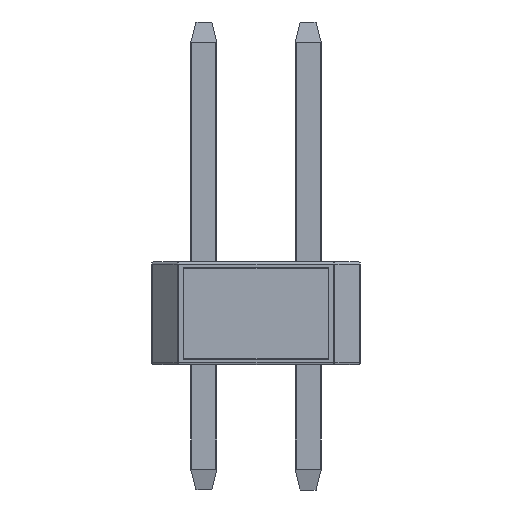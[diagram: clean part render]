
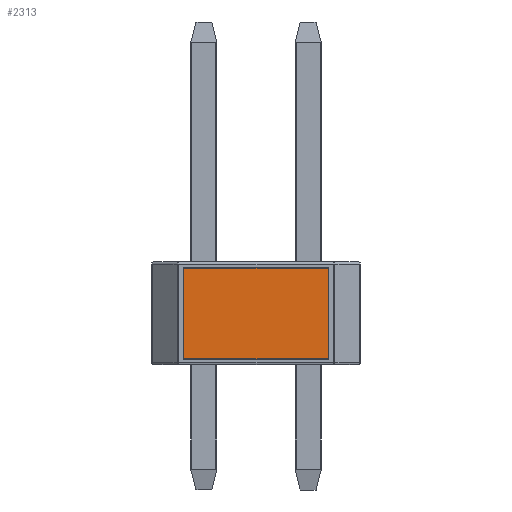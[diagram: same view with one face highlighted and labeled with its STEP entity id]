
A CAD part, left-side view. The second image highlights one B-rep face of the part: STEP entity #2313.
In plain terms, the highlighted planar face has unit normal (-1, 0, 0).
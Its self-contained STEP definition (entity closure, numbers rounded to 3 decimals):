
#362=FACE_OUTER_BOUND('',#488,.T.);
#488=EDGE_LOOP('',(#1890,#1891,#1892,#1893));
#627=LINE('',#3589,#843);
#628=LINE('',#3594,#844);
#631=LINE('',#3602,#847);
#633=LINE('',#3605,#849);
#843=VECTOR('',#2870,10.);
#844=VECTOR('',#2875,10.);
#847=VECTOR('',#2884,10.);
#849=VECTOR('',#2888,10.);
#1040=VERTEX_POINT('',#3586);
#1041=VERTEX_POINT('',#3588);
#1042=VERTEX_POINT('',#3592);
#1043=VERTEX_POINT('',#3593);
#1256=EDGE_CURVE('',#1041,#1040,#627,.T.);
#1258=EDGE_CURVE('',#1042,#1043,#628,.T.);
#1263=EDGE_CURVE('',#1040,#1042,#631,.T.);
#1265=EDGE_CURVE('',#1043,#1041,#633,.T.);
#1890=ORIENTED_EDGE('',*,*,#1263,.T.);
#1891=ORIENTED_EDGE('',*,*,#1258,.T.);
#1892=ORIENTED_EDGE('',*,*,#1265,.T.);
#1893=ORIENTED_EDGE('',*,*,#1256,.T.);
#2076=PLANE('',#2559);
#2313=ADVANCED_FACE('',(#362),#2076,.T.);
#2559=AXIS2_PLACEMENT_3D('',#3803,#3139,#3140);
#2870=DIRECTION('',(0.,1.,0.));
#2875=DIRECTION('',(0.,-1.,0.));
#2884=DIRECTION('',(0.,0.,-1.));
#2888=DIRECTION('',(0.,0.,1.));
#3139=DIRECTION('center_axis',(-1.,0.,0.));
#3140=DIRECTION('ref_axis',(0.,0.,1.));
#3586=CARTESIAN_POINT('',(-1.27,3.023,2.35));
#3588=CARTESIAN_POINT('',(-1.27,-0.488,2.35));
#3589=CARTESIAN_POINT('',(-1.27,3.023,2.35));
#3592=CARTESIAN_POINT('',(-1.27,3.023,0.15));
#3593=CARTESIAN_POINT('',(-1.27,-0.488,0.15));
#3594=CARTESIAN_POINT('',(-1.27,-0.488,0.15));
#3602=CARTESIAN_POINT('',(-1.27,3.023,0.15));
#3605=CARTESIAN_POINT('',(-1.27,-0.488,2.35));
#3803=CARTESIAN_POINT('Origin',(-1.27,1.268,1.25));
